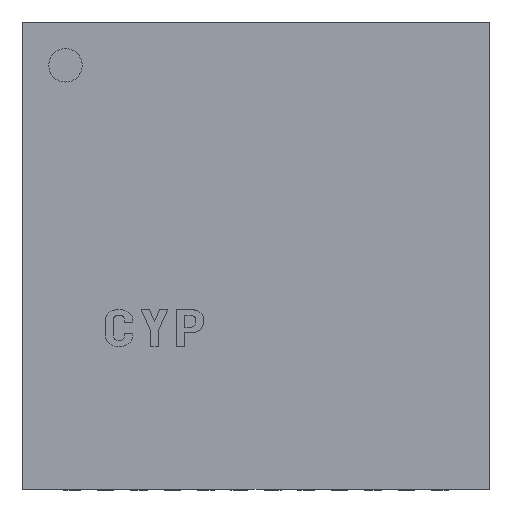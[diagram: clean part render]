
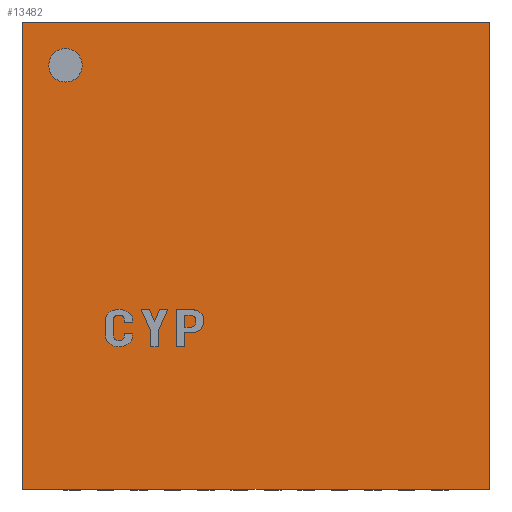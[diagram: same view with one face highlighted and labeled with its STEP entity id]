
A CAD part, top view. The second image highlights one B-rep face of the part: STEP entity #13482.
In plain terms, the highlighted planar face has unit normal (0, 0, 1).
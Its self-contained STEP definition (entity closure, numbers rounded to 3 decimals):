
#64=FACE_BOUND('',#1710,.T.);
#285=PLANE('',#14380);
#941=FACE_OUTER_BOUND('',#1709,.T.);
#1709=EDGE_LOOP('',(#10392,#10393,#10394,#10395));
#1710=EDGE_LOOP('',(#10396));
#2399=LINE('',#19029,#4107);
#2451=LINE('',#19133,#4159);
#2502=LINE('',#19235,#4210);
#2552=LINE('',#19334,#4260);
#4107=VECTOR('',#15330,1000.);
#4159=VECTOR('',#15384,1000.);
#4210=VECTOR('',#15437,1000.);
#4260=VECTOR('',#15489,1000.);
#5800=CIRCLE('',#14234,0.25);
#6068=VERTEX_POINT('',#19019);
#6071=VERTEX_POINT('',#19026);
#6072=VERTEX_POINT('',#19028);
#6123=VERTEX_POINT('',#19131);
#6173=VERTEX_POINT('',#19233);
#7393=EDGE_CURVE('',#6068,#6068,#5800,.T.);
#7396=EDGE_CURVE('',#6072,#6071,#2399,.T.);
#7448=EDGE_CURVE('',#6071,#6123,#2451,.T.);
#7499=EDGE_CURVE('',#6123,#6173,#2502,.T.);
#7549=EDGE_CURVE('',#6173,#6072,#2552,.T.);
#10392=ORIENTED_EDGE('',*,*,#7396,.T.);
#10393=ORIENTED_EDGE('',*,*,#7448,.T.);
#10394=ORIENTED_EDGE('',*,*,#7499,.T.);
#10395=ORIENTED_EDGE('',*,*,#7549,.T.);
#10396=ORIENTED_EDGE('',*,*,#7393,.F.);
#13482=ADVANCED_FACE('',(#941,#64),#285,.T.);
#14234=AXIS2_PLACEMENT_3D('',#19021,#15324,#15325);
#14380=AXIS2_PLACEMENT_3D('',#20456,#16343,#16344);
#15324=DIRECTION('center_axis',(0.,0.,1.));
#15325=DIRECTION('ref_axis',(-1.,0.,0.));
#15330=DIRECTION('',(0.,-1.,0.));
#15384=DIRECTION('',(1.,0.,0.));
#15437=DIRECTION('',(0.,1.,0.));
#15489=DIRECTION('',(-1.,0.,0.));
#16343=DIRECTION('center_axis',(0.,0.,1.));
#16344=DIRECTION('ref_axis',(-1.,0.,0.));
#19019=CARTESIAN_POINT('',(-2.6,2.85,0.9));
#19021=CARTESIAN_POINT('Origin',(-2.85,2.85,0.9));
#19026=CARTESIAN_POINT('',(-3.49,-3.49,0.9));
#19028=CARTESIAN_POINT('',(-3.49,3.49,0.9));
#19029=CARTESIAN_POINT('',(-3.49,-3.49,0.9));
#19131=CARTESIAN_POINT('',(3.49,-3.49,0.9));
#19133=CARTESIAN_POINT('',(3.49,-3.49,0.9));
#19233=CARTESIAN_POINT('',(3.49,3.49,0.9));
#19235=CARTESIAN_POINT('',(3.49,-3.49,0.9));
#19334=CARTESIAN_POINT('',(3.49,3.49,0.9));
#20456=CARTESIAN_POINT('Origin',(0.,0.,0.9));
